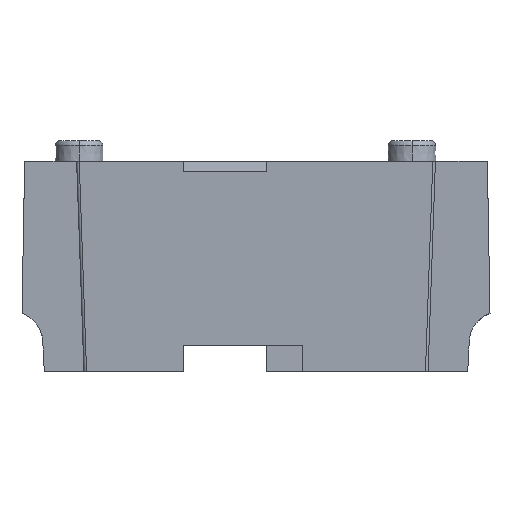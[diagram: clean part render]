
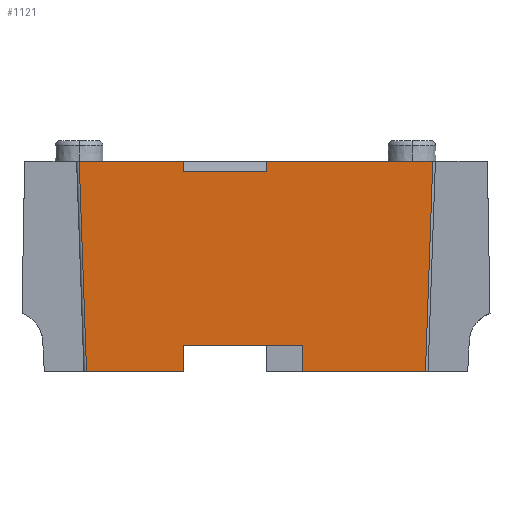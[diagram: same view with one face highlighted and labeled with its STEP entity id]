
A CAD part, front view. The second image highlights one B-rep face of the part: STEP entity #1121.
In plain terms, the highlighted face is planar.
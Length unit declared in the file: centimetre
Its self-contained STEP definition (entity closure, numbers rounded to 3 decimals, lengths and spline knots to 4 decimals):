
#955=CARTESIAN_POINT('',(-2.2465,-0.7,0.1));
#956=VERTEX_POINT('',#955);
#971=CARTESIAN_POINT('',(-2.25,-0.7,0.));
#972=VERTEX_POINT('',#971);
#979=CARTESIAN_POINT('',(-2.2465,-0.7,0.1));
#980=DIRECTION('',(-0.035,0.,-0.999));
#981=VECTOR('',#980,0.1001);
#982=LINE('',#979,#981);
#983=EDGE_CURVE('',#956,#972,#982,.T.);
#1003=CARTESIAN_POINT('',(-2.2465,0.1,0.1));
#1004=VERTEX_POINT('',#1003);
#1011=CARTESIAN_POINT('',(-2.25,0.1,0.));
#1012=VERTEX_POINT('',#1011);
#1013=CARTESIAN_POINT('',(-2.2465,0.1,0.1));
#1014=DIRECTION('',(-0.035,0.,-0.999));
#1015=VECTOR('',#1014,0.1001);
#1016=LINE('',#1013,#1015);
#1017=EDGE_CURVE('',#1004,#1012,#1016,.T.);
#1028=CARTESIAN_POINT('',(-2.25,-1.725,0.));
#1029=DIRECTION('',(-0.999,0.,0.035));
#1030=DIRECTION('',(0.035,-0.,0.999));
#1031=AXIS2_PLACEMENT_3D('',#1028,#1029,#1030);
#1032=PLANE('',#1031);
#1033=CARTESIAN_POINT('',(-2.1882,0.1,1.77));
#1034=VERTEX_POINT('',#1033);
#1035=CARTESIAN_POINT('',(-2.1882,0.45,1.77));
#1036=VERTEX_POINT('',#1035);
#1037=CARTESIAN_POINT('',(-2.1882,0.1,1.77));
#1038=DIRECTION('',(0.,1.,0.));
#1039=VECTOR('',#1038,0.35);
#1040=LINE('',#1037,#1039);
#1041=EDGE_CURVE('',#1034,#1036,#1040,.T.);
#1042=ORIENTED_EDGE('',*,*,#1041,.T.);
#1043=CARTESIAN_POINT('',(-2.1795,0.45,2.02));
#1044=VERTEX_POINT('',#1043);
#1045=CARTESIAN_POINT('',(-2.1882,0.45,1.77));
#1046=DIRECTION('',(0.035,-0.,0.999));
#1047=VECTOR('',#1046,0.025);
#1048=LINE('',#1045,#1047);
#1049=EDGE_CURVE('',#1036,#1044,#1048,.T.);
#1050=ORIENTED_EDGE('',*,*,#1049,.T.);
#1051=CARTESIAN_POINT('',(-2.1795,1.6295,2.02));
#1052=VERTEX_POINT('',#1051);
#1053=CARTESIAN_POINT('',(-2.1795,1.6295,2.02));
#1054=DIRECTION('',(-0.,-1.,0.));
#1055=VECTOR('',#1054,0.1179);
#1056=LINE('',#1053,#1055);
#1057=EDGE_CURVE('',#1052,#1044,#1056,.T.);
#1058=ORIENTED_EDGE('',*,*,#1057,.F.);
#1059=CARTESIAN_POINT('',(-2.25,1.7,0.));
#1060=VERTEX_POINT('',#1059);
#1061=CARTESIAN_POINT('',(-2.1795,1.6295,2.02));
#1062=DIRECTION('',(-0.035,0.035,-0.999));
#1063=VECTOR('',#1062,0.2022);
#1064=LINE('',#1061,#1063);
#1065=EDGE_CURVE('',#1052,#1060,#1064,.T.);
#1066=ORIENTED_EDGE('',*,*,#1065,.T.);
#1067=CARTESIAN_POINT('',(-2.25,0.1,0.));
#1068=DIRECTION('',(0.,1.,0.));
#1069=VECTOR('',#1068,0.16);
#1070=LINE('',#1067,#1069);
#1071=EDGE_CURVE('',#1012,#1060,#1070,.T.);
#1072=ORIENTED_EDGE('',*,*,#1071,.F.);
#1073=ORIENTED_EDGE('',*,*,#1017,.F.);
#1074=CARTESIAN_POINT('',(-2.2465,-0.7,0.1));
#1075=DIRECTION('',(0.,1.,0.));
#1076=VECTOR('',#1075,0.8);
#1077=LINE('',#1074,#1076);
#1078=EDGE_CURVE('',#956,#1004,#1077,.T.);
#1079=ORIENTED_EDGE('',*,*,#1078,.F.);
#1080=ORIENTED_EDGE('',*,*,#983,.T.);
#1081=CARTESIAN_POINT('',(-2.25,-1.7,0.));
#1082=VERTEX_POINT('',#1081);
#1083=CARTESIAN_POINT('',(-2.25,-1.7,-0.));
#1084=DIRECTION('',(0.,1.,0.));
#1085=VECTOR('',#1084,1.);
#1086=LINE('',#1083,#1085);
#1087=EDGE_CURVE('',#1082,#972,#1086,.T.);
#1088=ORIENTED_EDGE('',*,*,#1087,.F.);
#1089=CARTESIAN_POINT('',(-2.1795,-1.6295,2.02));
#1090=VERTEX_POINT('',#1089);
#1091=CARTESIAN_POINT('',(-2.25,-1.7,-0.));
#1092=DIRECTION('',(0.035,0.035,0.999));
#1093=VECTOR('',#1092,0.2022);
#1094=LINE('',#1091,#1093);
#1095=EDGE_CURVE('',#1082,#1090,#1094,.T.);
#1096=ORIENTED_EDGE('',*,*,#1095,.T.);
#1097=CARTESIAN_POINT('',(-2.1795,-0.7,2.02));
#1098=VERTEX_POINT('',#1097);
#1099=CARTESIAN_POINT('',(-2.1795,-0.7,2.02));
#1100=DIRECTION('',(-0.,-1.,0.));
#1101=VECTOR('',#1100,0.9295);
#1102=LINE('',#1099,#1101);
#1103=EDGE_CURVE('',#1098,#1090,#1102,.T.);
#1104=ORIENTED_EDGE('',*,*,#1103,.F.);
#1105=CARTESIAN_POINT('',(-2.1882,-0.7,1.77));
#1106=VERTEX_POINT('',#1105);
#1107=CARTESIAN_POINT('',(-2.1795,-0.7,2.02));
#1108=DIRECTION('',(-0.035,0.,-0.999));
#1109=VECTOR('',#1108,0.025);
#1110=LINE('',#1107,#1109);
#1111=EDGE_CURVE('',#1098,#1106,#1110,.T.);
#1112=ORIENTED_EDGE('',*,*,#1111,.T.);
#1113=CARTESIAN_POINT('',(-2.1882,-0.7,1.77));
#1114=DIRECTION('',(0.,1.,0.));
#1115=VECTOR('',#1114,0.8);
#1116=LINE('',#1113,#1115);
#1117=EDGE_CURVE('',#1106,#1034,#1116,.T.);
#1118=ORIENTED_EDGE('',*,*,#1117,.T.);
#1119=EDGE_LOOP('',(#1042,#1050,#1058,#1066,#1072,#1073,#1079,#1080,#1088,#1096,#1104,#1112,#1118));
#1120=FACE_BOUND('',#1119,.T.);
#1121=ADVANCED_FACE('',(#1120),#1032,.T.);
